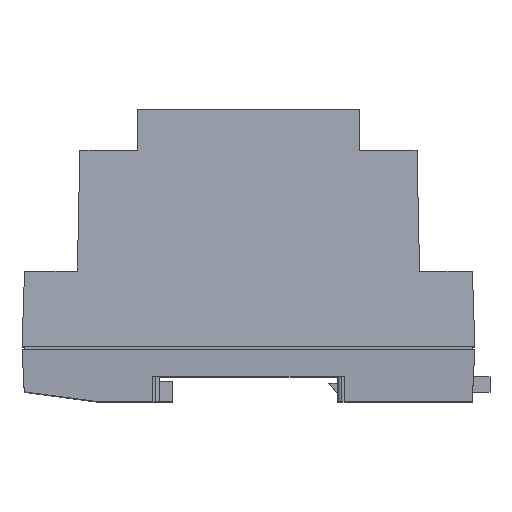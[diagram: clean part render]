
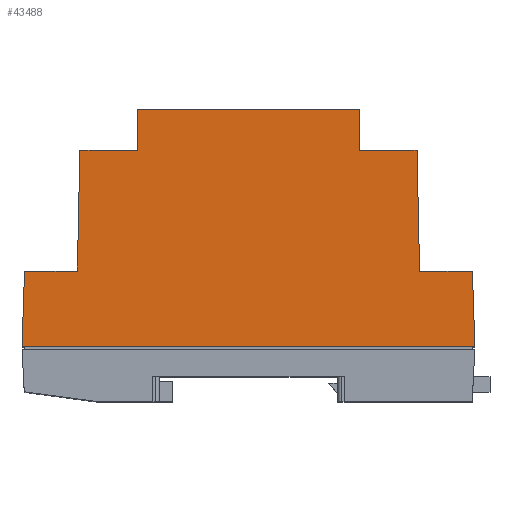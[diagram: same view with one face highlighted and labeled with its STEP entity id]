
A CAD part, top view. The second image highlights one B-rep face of the part: STEP entity #43488.
In plain terms, the highlighted planar face has unit normal (0, 0, 1).
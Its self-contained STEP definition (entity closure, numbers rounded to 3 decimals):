
#667 = EDGE_CURVE ( 'NONE', #12302, #34728, #37770, .T. ) ;
#922 = LINE ( 'NONE', #10083, #53583 ) ;
#1248 = CARTESIAN_POINT ( 'NONE',  ( 44.5, 15., 0. ) ) ;
#1644 = VERTEX_POINT ( 'NONE', #20678 ) ;
#2728 = LINE ( 'NONE', #9296, #12475 ) ;
#2797 = ORIENTED_EDGE ( 'NONE', *, *, #51624, .F. ) ;
#2843 = CARTESIAN_POINT ( 'NONE',  ( 33.5, 39., 0. ) ) ;
#3254 = VECTOR ( 'NONE', #8511, 1000. ) ;
#4333 = VERTEX_POINT ( 'NONE', #37605 ) ;
#4352 = CARTESIAN_POINT ( 'NONE',  ( 0., 47., 0. ) ) ;
#5338 = EDGE_CURVE ( 'NONE', #7318, #20282, #6562, .T. ) ;
#5546 = DIRECTION ( 'NONE',  ( -0.033, 0.999, 0. ) ) ;
#5593 = ORIENTED_EDGE ( 'NONE', *, *, #11134, .F. ) ;
#6407 = PLANE ( 'NONE',  #38323 ) ;
#6562 = LINE ( 'NONE', #51189, #49491 ) ;
#7034 = DIRECTION ( 'NONE',  ( -1., 0., 0. ) ) ;
#7318 = VERTEX_POINT ( 'NONE', #34722 ) ;
#8043 = CARTESIAN_POINT ( 'NONE',  ( -22., 39., 0. ) ) ;
#8142 = VECTOR ( 'NONE', #44874, 1000. ) ;
#8511 = DIRECTION ( 'NONE',  ( -1., 0., 0. ) ) ;
#8675 = ORIENTED_EDGE ( 'NONE', *, *, #5338, .T. ) ;
#9296 = CARTESIAN_POINT ( 'NONE',  ( -45., 0., 0. ) ) ;
#10083 = CARTESIAN_POINT ( 'NONE',  ( 22., 39., 0. ) ) ;
#10725 = CARTESIAN_POINT ( 'NONE',  ( -22., 39., 0. ) ) ;
#11134 = EDGE_CURVE ( 'NONE', #53866, #34728, #28595, .T. ) ;
#11412 = EDGE_LOOP ( 'NONE', ( #48771, #5593, #27370, #40045, #2797, #15786, #19742, #8675, #34466, #46233, #13251, #34487 ) ) ;
#12302 = VERTEX_POINT ( 'NONE', #41020 ) ;
#12475 = VECTOR ( 'NONE', #50945, 1000. ) ;
#12727 = EDGE_CURVE ( 'NONE', #45904, #53492, #37127, .T. ) ;
#12752 = DIRECTION ( 'NONE',  ( 1., 0., 0. ) ) ;
#13251 = ORIENTED_EDGE ( 'NONE', *, *, #36949, .T. ) ;
#13878 = CARTESIAN_POINT ( 'NONE',  ( -33.5, 39., 0. ) ) ;
#14718 = CARTESIAN_POINT ( 'NONE',  ( 0., 47., 0. ) ) ;
#14951 = VECTOR ( 'NONE', #19879, 1000. ) ;
#15435 = CARTESIAN_POINT ( 'NONE',  ( 0., 0., 0. ) ) ;
#15470 = CARTESIAN_POINT ( 'NONE',  ( -34., 15., 0. ) ) ;
#15786 = ORIENTED_EDGE ( 'NONE', *, *, #22969, .F. ) ;
#16731 = FACE_OUTER_BOUND ( 'NONE', #11412, .T. ) ;
#17869 = VERTEX_POINT ( 'NONE', #30932 ) ;
#18245 = EDGE_CURVE ( 'NONE', #1644, #43809, #41333, .T. ) ;
#18915 = VERTEX_POINT ( 'NONE', #20789 ) ;
#19742 = ORIENTED_EDGE ( 'NONE', *, *, #37919, .T. ) ;
#19835 = DIRECTION ( 'NONE',  ( 1., 0., 0. ) ) ;
#19879 = DIRECTION ( 'NONE',  ( 0.021, 1., 0. ) ) ;
#20282 = VERTEX_POINT ( 'NONE', #1248 ) ;
#20678 = CARTESIAN_POINT ( 'NONE',  ( 34., 15., 0. ) ) ;
#20789 = CARTESIAN_POINT ( 'NONE',  ( -44.5, 15., 0. ) ) ;
#22727 = LINE ( 'NONE', #35172, #53232 ) ;
#22969 = EDGE_CURVE ( 'NONE', #17869, #18915, #2728, .T. ) ;
#23153 = DIRECTION ( 'NONE',  ( 0., 0., -1. ) ) ;
#25167 = VECTOR ( 'NONE', #19835, 1000. ) ;
#27370 = ORIENTED_EDGE ( 'NONE', *, *, #30493, .F. ) ;
#27625 = LINE ( 'NONE', #32619, #48424 ) ;
#28480 = DIRECTION ( 'NONE',  ( 1., 0., 0. ) ) ;
#28595 = LINE ( 'NONE', #10725, #38361 ) ;
#29361 = CARTESIAN_POINT ( 'NONE',  ( -33.5, 39., 0. ) ) ;
#29988 = CARTESIAN_POINT ( 'NONE',  ( -22., 47., 0. ) ) ;
#30493 = EDGE_CURVE ( 'NONE', #53492, #53866, #47673, .T. ) ;
#30932 = CARTESIAN_POINT ( 'NONE',  ( -45., 0., 0. ) ) ;
#31691 = EDGE_CURVE ( 'NONE', #20282, #1644, #22727, .T. ) ;
#32619 = CARTESIAN_POINT ( 'NONE',  ( -44.5, 15., 0. ) ) ;
#33696 = CARTESIAN_POINT ( 'NONE',  ( -34., 15., 0. ) ) ;
#34466 = ORIENTED_EDGE ( 'NONE', *, *, #31691, .T. ) ;
#34487 = ORIENTED_EDGE ( 'NONE', *, *, #38956, .T. ) ;
#34722 = CARTESIAN_POINT ( 'NONE',  ( 45., 0., 0. ) ) ;
#34728 = VERTEX_POINT ( 'NONE', #29988 ) ;
#35172 = CARTESIAN_POINT ( 'NONE',  ( 44.5, 15., 0. ) ) ;
#36599 = VECTOR ( 'NONE', #12752, 1000. ) ;
#36949 = EDGE_CURVE ( 'NONE', #43809, #4333, #43008, .T. ) ;
#37127 = LINE ( 'NONE', #15470, #14951 ) ;
#37605 = CARTESIAN_POINT ( 'NONE',  ( 22., 39., 0. ) ) ;
#37770 = LINE ( 'NONE', #4352, #3254 ) ;
#37919 = EDGE_CURVE ( 'NONE', #17869, #7318, #47285, .T. ) ;
#38323 = AXIS2_PLACEMENT_3D ( 'NONE', #14718, #23153, #52211 ) ;
#38361 = VECTOR ( 'NONE', #44019, 1000. ) ;
#38956 = EDGE_CURVE ( 'NONE', #4333, #12302, #922, .T. ) ;
#40045 = ORIENTED_EDGE ( 'NONE', *, *, #12727, .F. ) ;
#41020 = CARTESIAN_POINT ( 'NONE',  ( 22., 47., 0. ) ) ;
#41333 = LINE ( 'NONE', #41580, #8142 ) ;
#41580 = CARTESIAN_POINT ( 'NONE',  ( 34., 15., 0. ) ) ;
#41685 = VECTOR ( 'NONE', #7034, 1000. ) ;
#43008 = LINE ( 'NONE', #2843, #41685 ) ;
#43488 = ADVANCED_FACE ( 'NONE', ( #16731 ), #6407, .F. ) ;
#43562 = DIRECTION ( 'NONE',  ( 0., 1., 0. ) ) ;
#43809 = VERTEX_POINT ( 'NONE', #46560 ) ;
#44019 = DIRECTION ( 'NONE',  ( 0., 1., 0. ) ) ;
#44874 = DIRECTION ( 'NONE',  ( -0.021, 1., 0. ) ) ;
#45904 = VERTEX_POINT ( 'NONE', #33696 ) ;
#46233 = ORIENTED_EDGE ( 'NONE', *, *, #18245, .T. ) ;
#46560 = CARTESIAN_POINT ( 'NONE',  ( 33.5, 39., 0. ) ) ;
#47285 = LINE ( 'NONE', #15435, #25167 ) ;
#47673 = LINE ( 'NONE', #29361, #36599 ) ;
#48424 = VECTOR ( 'NONE', #28480, 1000. ) ;
#48771 = ORIENTED_EDGE ( 'NONE', *, *, #667, .T. ) ;
#49491 = VECTOR ( 'NONE', #5546, 1000. ) ;
#50945 = DIRECTION ( 'NONE',  ( 0.033, 0.999, 0. ) ) ;
#51189 = CARTESIAN_POINT ( 'NONE',  ( 45., 0., 0. ) ) ;
#51624 = EDGE_CURVE ( 'NONE', #18915, #45904, #27625, .T. ) ;
#51878 = DIRECTION ( 'NONE',  ( -1., 0., 0. ) ) ;
#52211 = DIRECTION ( 'NONE',  ( -1., 0., 0. ) ) ;
#53232 = VECTOR ( 'NONE', #51878, 1000. ) ;
#53492 = VERTEX_POINT ( 'NONE', #13878 ) ;
#53583 = VECTOR ( 'NONE', #43562, 1000. ) ;
#53866 = VERTEX_POINT ( 'NONE', #8043 ) ;
